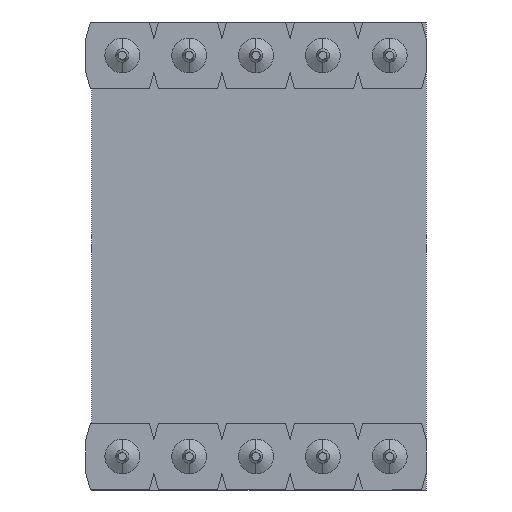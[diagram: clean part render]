
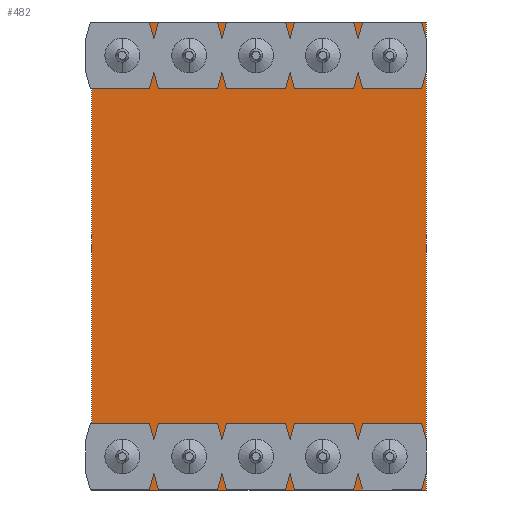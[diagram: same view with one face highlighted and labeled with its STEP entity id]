
A CAD part, front view. The second image highlights one B-rep face of the part: STEP entity #482.
In plain terms, the highlighted face is planar.
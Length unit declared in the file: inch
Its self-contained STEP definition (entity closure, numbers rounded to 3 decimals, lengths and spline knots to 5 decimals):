
#24 = VERTEX_POINT ( 'NONE', #2255 ) ;
#216 = LINE ( 'NONE', #2054, #3179 ) ;
#278 = DIRECTION ( 'NONE',  ( 0., -1., 0. ) ) ;
#403 = CARTESIAN_POINT ( 'NONE',  ( 0.24101, 0.0449, 0. ) ) ;
#464 = CARTESIAN_POINT ( 'NONE',  ( -0.25899, -0.6551, 0. ) ) ;
#482 = ADVANCED_FACE ( 'NONE', ( #1626 ), #3308, .F. ) ;
#621 = CARTESIAN_POINT ( 'NONE',  ( 0., 0., 0. ) ) ;
#632 = DIRECTION ( 'NONE',  ( 0., 0., 1. ) ) ;
#641 = VERTEX_POINT ( 'NONE', #1917 ) ;
#1146 = DIRECTION ( 'NONE',  ( -1., 0., 0. ) ) ;
#1148 = CARTESIAN_POINT ( 'NONE',  ( -0.25899, 0.0449, 0. ) ) ;
#1210 = EDGE_LOOP ( 'NONE', ( #2125, #2535, #1299, #2643 ) ) ;
#1227 = VERTEX_POINT ( 'NONE', #2789 ) ;
#1299 = ORIENTED_EDGE ( 'NONE', *, *, #2237, .T. ) ;
#1405 = VERTEX_POINT ( 'NONE', #464 ) ;
#1485 = EDGE_CURVE ( 'NONE', #641, #1227, #216, .T. ) ;
#1504 = CARTESIAN_POINT ( 'NONE',  ( 0.24101, -0.6551, 0. ) ) ;
#1509 = DIRECTION ( 'NONE',  ( 1., 0., 0. ) ) ;
#1562 = LINE ( 'NONE', #1504, #3449 ) ;
#1617 = VECTOR ( 'NONE', #278, 39.37008 ) ;
#1626 = FACE_OUTER_BOUND ( 'NONE', #1210, .T. ) ;
#1844 = DIRECTION ( 'NONE',  ( 0., -1., 0. ) ) ;
#1917 = CARTESIAN_POINT ( 'NONE',  ( 0.24101, 0.0449, 0. ) ) ;
#2054 = CARTESIAN_POINT ( 'NONE',  ( 0.24101, 0.0449, 0. ) ) ;
#2125 = ORIENTED_EDGE ( 'NONE', *, *, #1485, .F. ) ;
#2156 = EDGE_CURVE ( 'NONE', #1227, #1405, #2270, .T. ) ;
#2237 = EDGE_CURVE ( 'NONE', #24, #1405, #1562, .T. ) ;
#2255 = CARTESIAN_POINT ( 'NONE',  ( 0.24101, -0.6551, 0. ) ) ;
#2267 = LINE ( 'NONE', #403, #3682 ) ;
#2270 = LINE ( 'NONE', #1148, #1617 ) ;
#2535 = ORIENTED_EDGE ( 'NONE', *, *, #3098, .T. ) ;
#2643 = ORIENTED_EDGE ( 'NONE', *, *, #2156, .F. ) ;
#2789 = CARTESIAN_POINT ( 'NONE',  ( -0.25899, 0.0449, 0. ) ) ;
#3098 = EDGE_CURVE ( 'NONE', #641, #24, #2267, .T. ) ;
#3155 = AXIS2_PLACEMENT_3D ( 'NONE', #621, #632, #1509 ) ;
#3179 = VECTOR ( 'NONE', #1146, 39.37008 ) ;
#3308 = PLANE ( 'NONE',  #3155 ) ;
#3449 = VECTOR ( 'NONE', #3586, 39.37008 ) ;
#3586 = DIRECTION ( 'NONE',  ( -1., 0., 0. ) ) ;
#3682 = VECTOR ( 'NONE', #1844, 39.37008 ) ;
